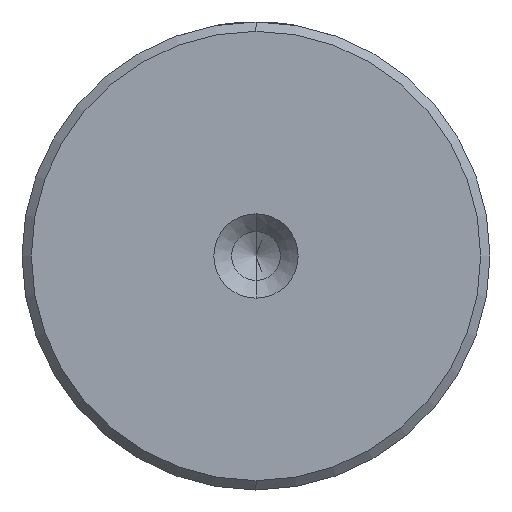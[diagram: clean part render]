
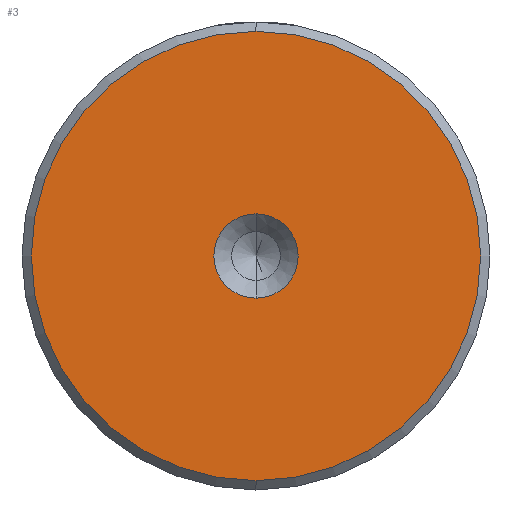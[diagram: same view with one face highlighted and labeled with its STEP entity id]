
A CAD part, left-side view. The second image highlights one B-rep face of the part: STEP entity #3.
In plain terms, the highlighted planar face has unit normal (-1, 0, 0).
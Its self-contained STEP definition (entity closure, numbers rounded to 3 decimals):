
#3 = ADVANCED_FACE ( 'NONE', ( #955, #1821 ), #419, .T. ) ;
#217 = CIRCLE ( 'NONE', #1572, 2.25 ) ;
#254 = DIRECTION ( 'NONE',  ( -1., 0., 0. ) ) ;
#310 = DIRECTION ( 'NONE',  ( 0., 0., 1. ) ) ;
#318 = CARTESIAN_POINT ( 'NONE',  ( 0., 0., 0. ) ) ;
#335 = CARTESIAN_POINT ( 'NONE',  ( 0., 0., 0. ) ) ;
#350 = DIRECTION ( 'NONE',  ( -1., 0., 0. ) ) ;
#380 = AXIS2_PLACEMENT_3D ( 'NONE', #318, #1550, #498 ) ;
#419 = PLANE ( 'NONE',  #1292 ) ;
#483 = CARTESIAN_POINT ( 'NONE',  ( 0., 0., 2.25 ) ) ;
#498 = DIRECTION ( 'NONE',  ( 0., 0., 1. ) ) ;
#502 = AXIS2_PLACEMENT_3D ( 'NONE', #872, #2059, #1047 ) ;
#519 = CARTESIAN_POINT ( 'NONE',  ( 0., 0., 0. ) ) ;
#522 = VERTEX_POINT ( 'NONE', #483 ) ;
#631 = CARTESIAN_POINT ( 'NONE',  ( 0., 0., -2.25 ) ) ;
#635 = CIRCLE ( 'NONE', #1606, 12. ) ;
#687 = CIRCLE ( 'NONE', #380, 12. ) ;
#697 = VERTEX_POINT ( 'NONE', #631 ) ;
#710 = DIRECTION ( 'NONE',  ( 0., 0., 1. ) ) ;
#729 = VERTEX_POINT ( 'NONE', #2111 ) ;
#768 = EDGE_LOOP ( 'NONE', ( #1377, #2099 ) ) ;
#872 = CARTESIAN_POINT ( 'NONE',  ( 0., 0., 0. ) ) ;
#907 = EDGE_CURVE ( 'NONE', #522, #697, #217, .T. ) ;
#955 = FACE_OUTER_BOUND ( 'NONE', #768, .T. ) ;
#979 = ORIENTED_EDGE ( 'NONE', *, *, #907, .F. ) ;
#1047 = DIRECTION ( 'NONE',  ( 0., 0., 1. ) ) ;
#1071 = VERTEX_POINT ( 'NONE', #1195 ) ;
#1157 = CIRCLE ( 'NONE', #502, 2.25 ) ;
#1195 = CARTESIAN_POINT ( 'NONE',  ( 0., 0., 12. ) ) ;
#1292 = AXIS2_PLACEMENT_3D ( 'NONE', #335, #350, #310 ) ;
#1319 = CARTESIAN_POINT ( 'NONE',  ( 0., 0., 0. ) ) ;
#1331 = EDGE_CURVE ( 'NONE', #1071, #729, #687, .T. ) ;
#1340 = EDGE_CURVE ( 'NONE', #697, #522, #1157, .T. ) ;
#1377 = ORIENTED_EDGE ( 'NONE', *, *, #2087, .T. ) ;
#1461 = ORIENTED_EDGE ( 'NONE', *, *, #1340, .F. ) ;
#1488 = DIRECTION ( 'NONE',  ( 0., 0., 1. ) ) ;
#1550 = DIRECTION ( 'NONE',  ( -1., 0., 0. ) ) ;
#1572 = AXIS2_PLACEMENT_3D ( 'NONE', #1319, #254, #1488 ) ;
#1606 = AXIS2_PLACEMENT_3D ( 'NONE', #519, #1732, #710 ) ;
#1732 = DIRECTION ( 'NONE',  ( -1., 0., 0. ) ) ;
#1821 = FACE_BOUND ( 'NONE', #1847, .T. ) ;
#1847 = EDGE_LOOP ( 'NONE', ( #979, #1461 ) ) ;
#2059 = DIRECTION ( 'NONE',  ( -1., 0., 0. ) ) ;
#2087 = EDGE_CURVE ( 'NONE', #729, #1071, #635, .T. ) ;
#2099 = ORIENTED_EDGE ( 'NONE', *, *, #1331, .T. ) ;
#2111 = CARTESIAN_POINT ( 'NONE',  ( 0., 0., -12. ) ) ;
